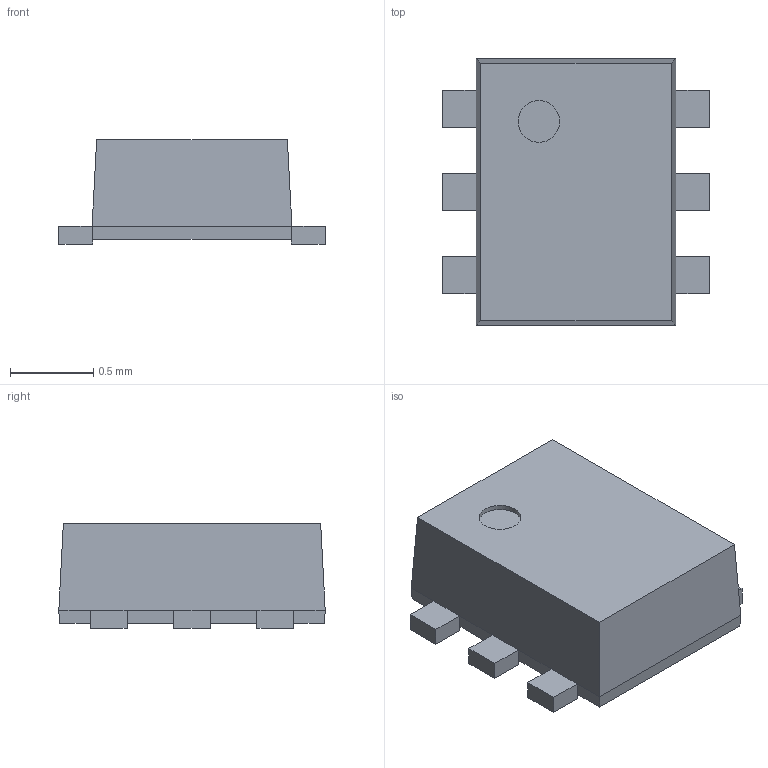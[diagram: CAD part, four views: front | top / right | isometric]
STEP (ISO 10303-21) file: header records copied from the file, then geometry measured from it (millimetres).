
FILE_DESCRIPTION(/* description */ ('model of SOT-563'),/* implementation_level */ '2;1');
FILE_NAME(/* name */ 'SOT-563.step',/* time_stamp */ '2018-06-06T01:04:38',/* author */ ('kicad StepUp','ksu'),/* organization */ ('FreeCAD'),/* preprocessor_version */ 'OCC',/* originating_system */ 'kicad StepUp',/* authorisation */ '');
FILE_SCHEMA(('AUTOMOTIVE_DESIGN { 1 0 10303 214 1 1 1 1 }'));
Length unit declared in the file: millimetre
Products named in the file (1): SOT_563
Bounding box: 1.6 x 1.6 x 0.63 mm (x, y, z)
Volume: 1.1 mm3; surface area: 7.9 mm2
Topology: 1 solids, 1 shells, 54 faces, 125 edges, 74 vertices
Faces by surface type: plane 39, bspline 14, cylinder 1
Full cylindrical faces by diameter (mm): 0.25 x1
Entity records: 3712 total; most frequent: CARTESIAN_POINT 2355, PCURVE 214, ORIENTED_EDGE 203, EDGE_CURVE 125, SURFACE_CURVE 112, LINE 112, VERTEX_POINT 74, DEFINITIONAL_REPRESENTATION 63
